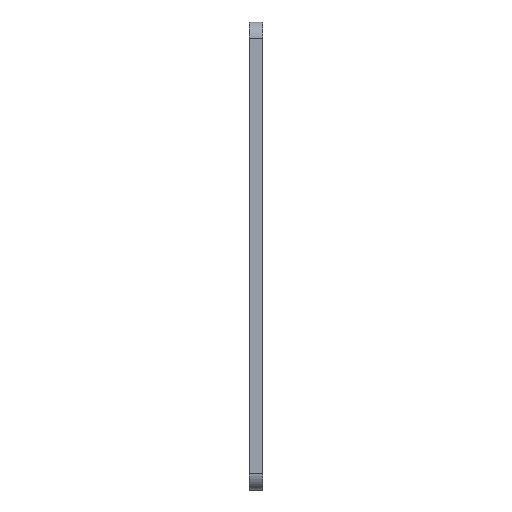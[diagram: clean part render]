
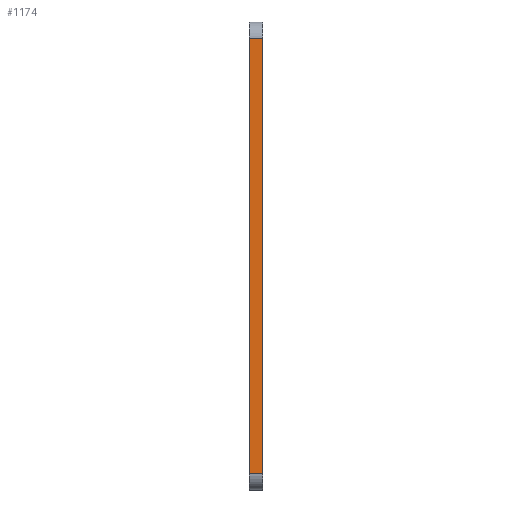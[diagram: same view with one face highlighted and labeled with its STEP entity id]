
A CAD part, left-side view. The second image highlights one B-rep face of the part: STEP entity #1174.
In plain terms, the highlighted planar face has unit normal (-1, 0, 0).
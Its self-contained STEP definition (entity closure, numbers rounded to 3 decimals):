
#5 = DIRECTION ( 'NONE',  ( 0., -1., 0. ) ) ;
#17 = CARTESIAN_POINT ( 'NONE',  ( -95.75, 3., 49.5 ) ) ;
#47 = CARTESIAN_POINT ( 'NONE',  ( -95.75, 3., -49.5 ) ) ;
#48 = DIRECTION ( 'NONE',  ( 1., 0., 0. ) ) ;
#49 = DIRECTION ( 'NONE',  ( 0., 0., -1. ) ) ;
#72 = PLANE ( 'NONE',  #1760 ) ;
#250 = DIRECTION ( 'NONE',  ( 0., -1., 0. ) ) ;
#256 = CARTESIAN_POINT ( 'NONE',  ( -95.75, 3., -49.5 ) ) ;
#494 = ORIENTED_EDGE ( 'NONE', *, *, #620, .F. ) ;
#505 = ORIENTED_EDGE ( 'NONE', *, *, #826, .F. ) ;
#515 = ORIENTED_EDGE ( 'NONE', *, *, #805, .T. ) ;
#529 = ORIENTED_EDGE ( 'NONE', *, *, #771, .T. ) ;
#620 = EDGE_CURVE ( 'NONE', #1577, #1597, #1008, .T. ) ;
#697 = EDGE_LOOP ( 'NONE', ( #529, #505, #494, #515 ) ) ;
#771 = EDGE_CURVE ( 'NONE', #1578, #1595, #2112, .T. ) ;
#805 = EDGE_CURVE ( 'NONE', #1577, #1578, #2166, .T. ) ;
#826 = EDGE_CURVE ( 'NONE', #1597, #1595, #2184, .T. ) ;
#1008 = LINE ( 'NONE', #1324, #1053 ) ;
#1053 = VECTOR ( 'NONE', #1297, 1000. ) ;
#1174 = ADVANCED_FACE ( 'NONE', ( #2324 ), #72, .F. ) ;
#1297 = DIRECTION ( 'NONE',  ( 0., 0., 1. ) ) ;
#1324 = CARTESIAN_POINT ( 'NONE',  ( -95.75, 3., -49.5 ) ) ;
#1478 = CARTESIAN_POINT ( 'NONE',  ( -95.75, 0., -49.5 ) ) ;
#1481 = DIRECTION ( 'NONE',  ( 0., 0., 1. ) ) ;
#1577 = VERTEX_POINT ( 'NONE', #2068 ) ;
#1578 = VERTEX_POINT ( 'NONE', #2062 ) ;
#1595 = VERTEX_POINT ( 'NONE', #2059 ) ;
#1597 = VERTEX_POINT ( 'NONE', #1829 ) ;
#1760 = AXIS2_PLACEMENT_3D ( 'NONE', #47, #48, #49 ) ;
#1829 = CARTESIAN_POINT ( 'NONE',  ( -95.75, 3., 49.5 ) ) ;
#2059 = CARTESIAN_POINT ( 'NONE',  ( -95.75, 0., 49.5 ) ) ;
#2062 = CARTESIAN_POINT ( 'NONE',  ( -95.75, 0., -49.5 ) ) ;
#2068 = CARTESIAN_POINT ( 'NONE',  ( -95.75, 3., -49.5 ) ) ;
#2112 = LINE ( 'NONE', #1478, #2113 ) ;
#2113 = VECTOR ( 'NONE', #1481, 1000. ) ;
#2166 = LINE ( 'NONE', #256, #2175 ) ;
#2175 = VECTOR ( 'NONE', #250, 1000. ) ;
#2184 = LINE ( 'NONE', #17, #2205 ) ;
#2205 = VECTOR ( 'NONE', #5, 1000. ) ;
#2324 = FACE_OUTER_BOUND ( 'NONE', #697, .T. ) ;
